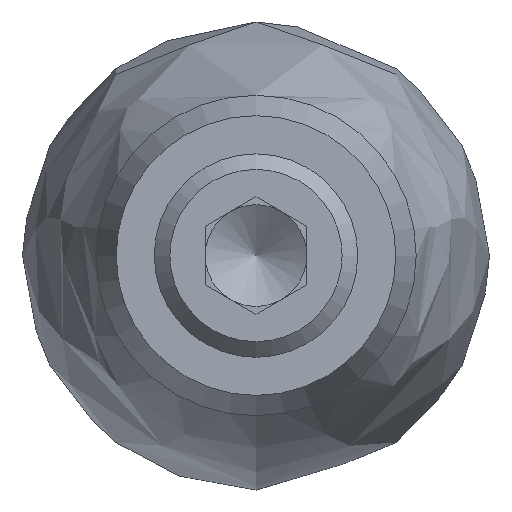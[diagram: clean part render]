
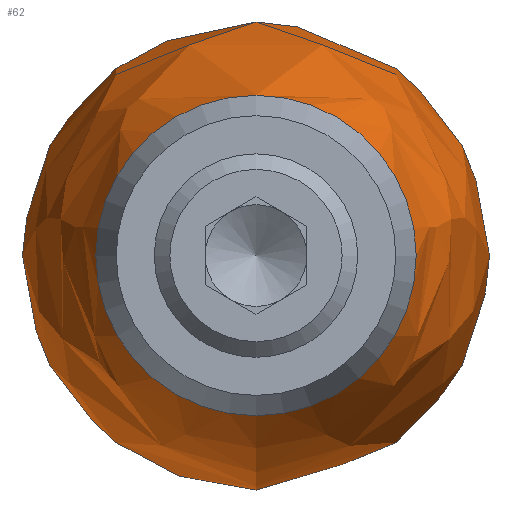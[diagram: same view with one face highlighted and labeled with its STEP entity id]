
A CAD part, left-side view. The second image highlights one B-rep face of the part: STEP entity #62.
In plain terms, the highlighted free-form (B-spline) face has degree [3, 3] with [4, 7] control points.
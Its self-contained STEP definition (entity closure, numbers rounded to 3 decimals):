
#62 = ADVANCED_FACE( '', ( #134, #135 ), #136, .T. );
#134 = FACE_OUTER_BOUND( '', #216, .T. );
#135 = FACE_OUTER_BOUND( '', #217, .T. );
#136 = ( BOUNDED_SURFACE(  )B_SPLINE_SURFACE( 3, 3, ( ( #220, #221, #222, #223, #224, #225, #226 ), ( #227, #228, #229, #230, #231, #232, #233 ), ( #234, #235, #236, #237, #238, #239, #240 ), ( #241, #242, #243, #244, #245, #246, #247 ) ), .UNSPECIFIED., .F., .T., .F. )B_SPLINE_SURFACE_WITH_KNOTS( ( 4, 4 ), ( 4, 3, 4 ), ( 0., 6.283 ), ( -0.504, 0.167, 0.837 ), .UNSPECIFIED. )GEOMETRIC_REPRESENTATION_ITEM(  )RATIONAL_B_SPLINE_SURFACE( ( ( 1., 0.333, 0.333, 1., 0.333, 0.333, 1. ), ( 0.856, 0.285, 0.285, 0.856, 0.285, 0.285, 0.856 ), ( 0.856, 0.285, 0.285, 0.856, 0.285, 0.285, 0.856 ), ( 1., 0.333, 0.333, 1., 0.333, 0.333, 1. ) ) )REPRESENTATION_ITEM( '' )SURFACE(  ) );
#216 = EDGE_LOOP( '', ( #391 ) );
#217 = EDGE_LOOP( '', ( #392 ) );
#220 = CARTESIAN_POINT( '', ( 111.074, 0., -2.859 ) );
#221 = CARTESIAN_POINT( '', ( 111.074, 5.717, -2.859 ) );
#222 = CARTESIAN_POINT( '', ( 111.074, 5.717, 2.859 ) );
#223 = CARTESIAN_POINT( '', ( 111.074, 0., 2.859 ) );
#224 = CARTESIAN_POINT( '', ( 111.074, -5.717, 2.859 ) );
#225 = CARTESIAN_POINT( '', ( 111.074, -5.717, -2.859 ) );
#226 = CARTESIAN_POINT( '', ( 111.074, 0., -2.859 ) );
#227 = CARTESIAN_POINT( '', ( 95.766, 0., -19.838 ) );
#228 = CARTESIAN_POINT( '', ( 95.766, 39.676, -19.838 ) );
#229 = CARTESIAN_POINT( '', ( 95.766, 39.676, 19.838 ) );
#230 = CARTESIAN_POINT( '', ( 95.766, 0., 19.838 ) );
#231 = CARTESIAN_POINT( '', ( 95.766, -39.676, 19.838 ) );
#232 = CARTESIAN_POINT( '', ( 95.766, -39.676, -19.838 ) );
#233 = CARTESIAN_POINT( '', ( 95.766, 0., -19.838 ) );
#234 = CARTESIAN_POINT( '', ( 73.223, 0., -23.633 ) );
#235 = CARTESIAN_POINT( '', ( 73.223, 47.266, -23.633 ) );
#236 = CARTESIAN_POINT( '', ( 73.223, 47.266, 23.633 ) );
#237 = CARTESIAN_POINT( '', ( 73.223, 0., 23.633 ) );
#238 = CARTESIAN_POINT( '', ( 73.223, -47.266, 23.633 ) );
#239 = CARTESIAN_POINT( '', ( 73.223, -47.266, -23.633 ) );
#240 = CARTESIAN_POINT( '', ( 73.223, 0., -23.633 ) );
#241 = CARTESIAN_POINT( '', ( 53.2, 0., -12.6 ) );
#242 = CARTESIAN_POINT( '', ( 53.2, 25.2, -12.6 ) );
#243 = CARTESIAN_POINT( '', ( 53.2, 25.2, 12.6 ) );
#244 = CARTESIAN_POINT( '', ( 53.2, 0., 12.6 ) );
#245 = CARTESIAN_POINT( '', ( 53.2, -25.2, 12.6 ) );
#246 = CARTESIAN_POINT( '', ( 53.2, -25.2, -12.6 ) );
#247 = CARTESIAN_POINT( '', ( 53.2, 0., -12.6 ) );
#391 = ORIENTED_EDGE( '', *, *, #520, .T. );
#392 = ORIENTED_EDGE( '', *, *, #521, .F. );
#520 = EDGE_CURVE( '', #594, #594, #595, .T. );
#521 = EDGE_CURVE( '', #596, #596, #597, .T. );
#594 = VERTEX_POINT( '', #690 );
#595 = CIRCLE( '', #691, 12.6 );
#596 = VERTEX_POINT( '', #692 );
#597 = CIRCLE( '', #693, 2.859 );
#690 = CARTESIAN_POINT( '', ( 53.2, 0., -12.6 ) );
#691 = AXIS2_PLACEMENT_3D( '', #785, #786, #787 );
#692 = CARTESIAN_POINT( '', ( 111.074, 0., -2.859 ) );
#693 = AXIS2_PLACEMENT_3D( '', #788, #789, #790 );
#785 = CARTESIAN_POINT( '', ( 53.2, 0., 0. ) );
#786 = DIRECTION( '', ( 1., 0., 0. ) );
#787 = DIRECTION( '', ( 0., 0., -1. ) );
#788 = CARTESIAN_POINT( '', ( 111.074, 0., 0. ) );
#789 = DIRECTION( '', ( 1., 0., 0. ) );
#790 = DIRECTION( '', ( 0., 0., -1. ) );
